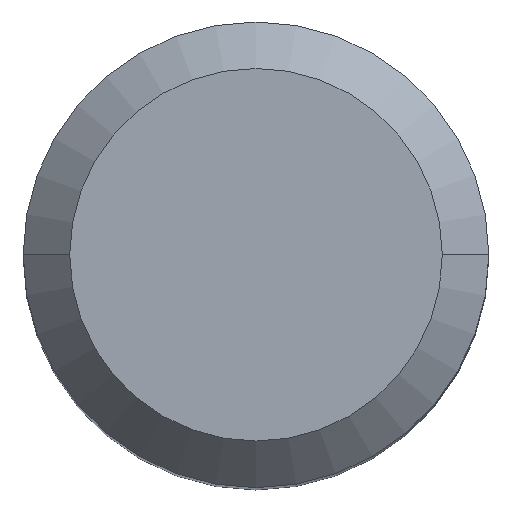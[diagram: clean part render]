
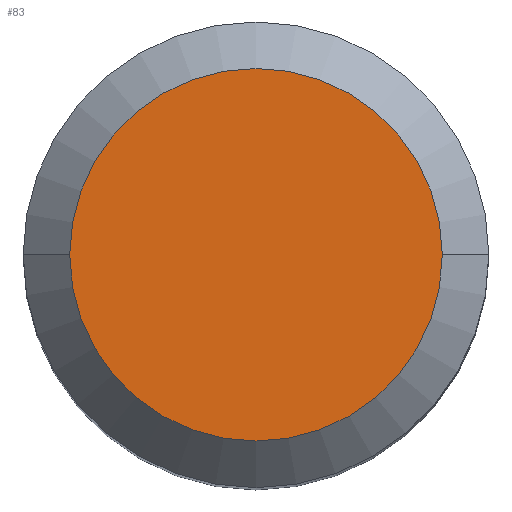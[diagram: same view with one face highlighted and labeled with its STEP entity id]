
A CAD part, top view. The second image highlights one B-rep face of the part: STEP entity #83.
In plain terms, the highlighted planar face has unit normal (0, 0, 1).
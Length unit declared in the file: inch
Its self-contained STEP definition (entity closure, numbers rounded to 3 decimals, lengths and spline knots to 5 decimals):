
#23 = AXIS2_PLACEMENT_3D ( 'NONE', #269, #485, #121 ) ;
#43 = CARTESIAN_POINT ( 'NONE',  ( -0.25196, 0., 0. ) ) ;
#61 = AXIS2_PLACEMENT_3D ( 'NONE', #358, #166, #321 ) ;
#81 = ORIENTED_EDGE ( 'NONE', *, *, #219, .T. ) ;
#83 = ADVANCED_FACE ( 'NONE', ( #211 ), #420, .F. ) ;
#121 = DIRECTION ( 'NONE',  ( 1., 0., 0. ) ) ;
#163 = CARTESIAN_POINT ( 'NONE',  ( 0., 0., 0. ) ) ;
#166 = DIRECTION ( 'NONE',  ( 0., 0., 1. ) ) ;
#168 = DIRECTION ( 'NONE',  ( 0., 0., -1. ) ) ;
#181 = ORIENTED_EDGE ( 'NONE', *, *, #461, .T. ) ;
#211 = FACE_OUTER_BOUND ( 'NONE', #259, .T. ) ;
#219 = EDGE_CURVE ( 'NONE', #415, #478, #224, .T. ) ;
#224 = CIRCLE ( 'NONE', #61, 0.25196 ) ;
#259 = EDGE_LOOP ( 'NONE', ( #81, #181 ) ) ;
#269 = CARTESIAN_POINT ( 'NONE',  ( 0., 0., 0. ) ) ;
#296 = AXIS2_PLACEMENT_3D ( 'NONE', #163, #168, #327 ) ;
#321 = DIRECTION ( 'NONE',  ( 1., 0., 0. ) ) ;
#327 = DIRECTION ( 'NONE',  ( -1., 0., 0. ) ) ;
#335 = CIRCLE ( 'NONE', #23, 0.25196 ) ;
#358 = CARTESIAN_POINT ( 'NONE',  ( 0., 0., 0. ) ) ;
#387 = CARTESIAN_POINT ( 'NONE',  ( 0.25196, 0., 0. ) ) ;
#415 = VERTEX_POINT ( 'NONE', #43 ) ;
#420 = PLANE ( 'NONE',  #296 ) ;
#461 = EDGE_CURVE ( 'NONE', #478, #415, #335, .T. ) ;
#478 = VERTEX_POINT ( 'NONE', #387 ) ;
#485 = DIRECTION ( 'NONE',  ( 0., 0., 1. ) ) ;
